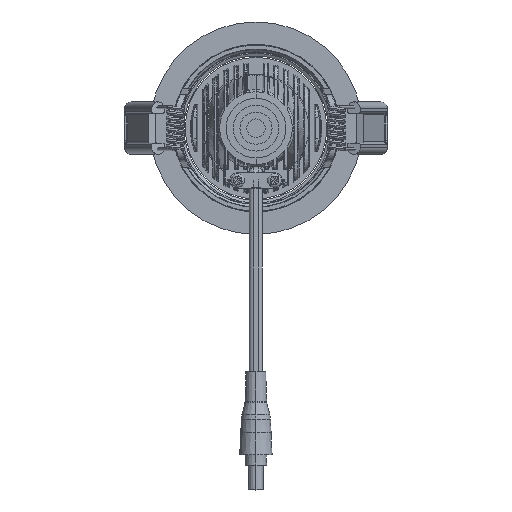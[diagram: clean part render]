
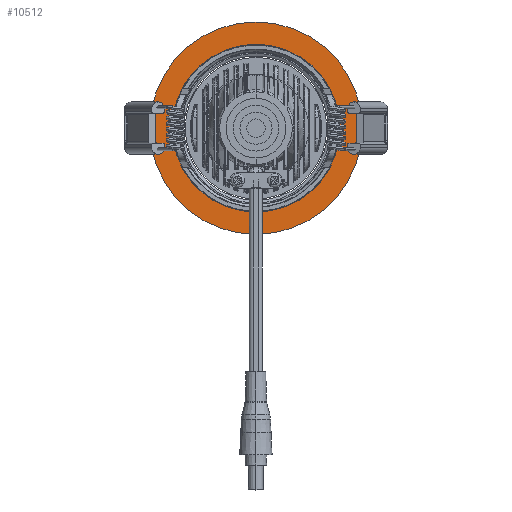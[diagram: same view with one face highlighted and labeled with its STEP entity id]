
A CAD part, front view. The second image highlights one B-rep face of the part: STEP entity #10512.
In plain terms, the highlighted face is planar.
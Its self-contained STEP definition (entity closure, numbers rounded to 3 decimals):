
#838 = CIRCLE ( 'NONE', #20328, 32. ) ;
#2056 = CARTESIAN_POINT ( 'NONE',  ( 0., 0., 1.5 ) ) ;
#3551 = VERTEX_POINT ( 'NONE', #60511 ) ;
#3806 = DIRECTION ( 'NONE',  ( 1., 0., 0. ) ) ;
#7145 = FACE_OUTER_BOUND ( 'NONE', #32210, .T. ) ;
#9955 = DIRECTION ( 'NONE',  ( 0., 0., -1. ) ) ;
#10415 = CIRCLE ( 'NONE', #89688, 40.5 ) ;
#10512 = ADVANCED_FACE ( 'NONE', ( #13714, #7145 ), #35671, .F. ) ;
#12184 = EDGE_CURVE ( 'NONE', #87460, #51539, #838, .T. ) ;
#13714 = FACE_BOUND ( 'NONE', #91912, .T. ) ;
#14775 = CARTESIAN_POINT ( 'NONE',  ( 0., 0., 1.5 ) ) ;
#14946 = ORIENTED_EDGE ( 'NONE', *, *, #88525, .T. ) ;
#15652 = DIRECTION ( 'NONE',  ( 1., 0., 0. ) ) ;
#17613 = ORIENTED_EDGE ( 'NONE', *, *, #34950, .T. ) ;
#20122 = CIRCLE ( 'NONE', #65015, 32. ) ;
#20328 = AXIS2_PLACEMENT_3D ( 'NONE', #60235, #46161, #30683 ) ;
#22226 = CARTESIAN_POINT ( 'NONE',  ( -32., 0., 1.5 ) ) ;
#28340 = DIRECTION ( 'NONE',  ( 0., 0., 1. ) ) ;
#30683 = DIRECTION ( 'NONE',  ( 1., 0., 0. ) ) ;
#32210 = EDGE_LOOP ( 'NONE', ( #14946, #75564 ) ) ;
#34950 = EDGE_CURVE ( 'NONE', #51539, #87460, #20122, .T. ) ;
#35671 = PLANE ( 'NONE',  #50566 ) ;
#38503 = CARTESIAN_POINT ( 'NONE',  ( 0., 0., 1.5 ) ) ;
#42681 = DIRECTION ( 'NONE',  ( -1., 0., 0. ) ) ;
#45198 = CIRCLE ( 'NONE', #81098, 40.5 ) ;
#46161 = DIRECTION ( 'NONE',  ( 0., 0., -1. ) ) ;
#49552 = CARTESIAN_POINT ( 'NONE',  ( 40.5, 0., 1.5 ) ) ;
#50566 = AXIS2_PLACEMENT_3D ( 'NONE', #64277, #55879, #42681 ) ;
#51150 = CARTESIAN_POINT ( 'NONE',  ( 32., 0., 1.5 ) ) ;
#51539 = VERTEX_POINT ( 'NONE', #22226 ) ;
#55879 = DIRECTION ( 'NONE',  ( 0., 0., -1. ) ) ;
#56483 = DIRECTION ( 'NONE',  ( 1., 0., 0. ) ) ;
#58290 = DIRECTION ( 'NONE',  ( 0., 0., 1. ) ) ;
#60235 = CARTESIAN_POINT ( 'NONE',  ( 0., 0., 1.5 ) ) ;
#60511 = CARTESIAN_POINT ( 'NONE',  ( -40.5, 0., 1.5 ) ) ;
#64277 = CARTESIAN_POINT ( 'NONE',  ( 0., -40.5, 1.5 ) ) ;
#65015 = AXIS2_PLACEMENT_3D ( 'NONE', #38503, #9955, #3806 ) ;
#70007 = EDGE_CURVE ( 'NONE', #81632, #3551, #45198, .T. ) ;
#75564 = ORIENTED_EDGE ( 'NONE', *, *, #70007, .T. ) ;
#81098 = AXIS2_PLACEMENT_3D ( 'NONE', #14775, #28340, #56483 ) ;
#81632 = VERTEX_POINT ( 'NONE', #49552 ) ;
#83104 = ORIENTED_EDGE ( 'NONE', *, *, #12184, .T. ) ;
#87460 = VERTEX_POINT ( 'NONE', #51150 ) ;
#88525 = EDGE_CURVE ( 'NONE', #3551, #81632, #10415, .T. ) ;
#89688 = AXIS2_PLACEMENT_3D ( 'NONE', #2056, #58290, #15652 ) ;
#91912 = EDGE_LOOP ( 'NONE', ( #83104, #17613 ) ) ;
